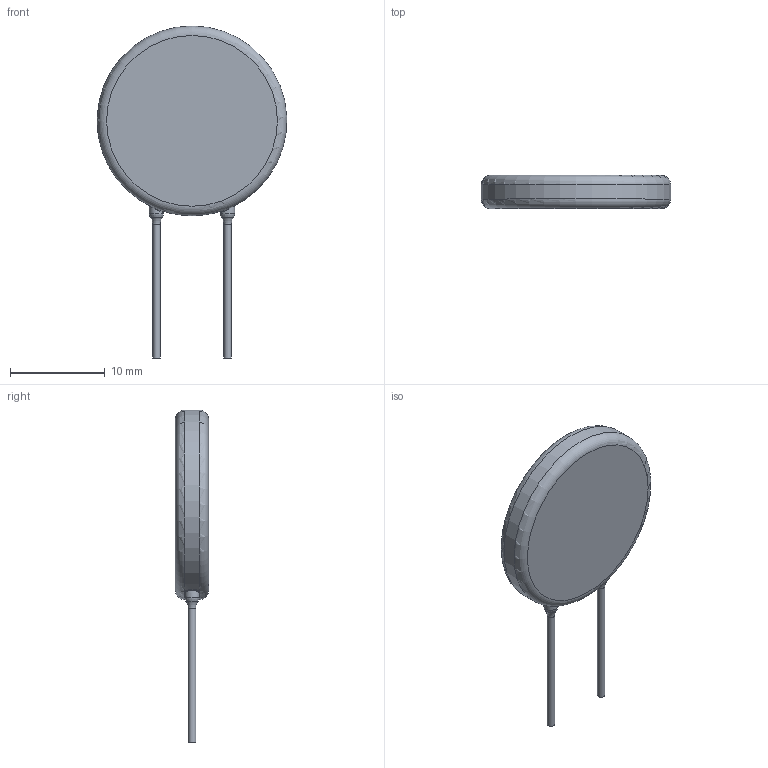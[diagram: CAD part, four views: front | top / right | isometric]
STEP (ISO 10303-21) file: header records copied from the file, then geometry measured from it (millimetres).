
FILE_DESCRIPTION(/* description */ (''),/* implementation_level */ '2;1');
FILE_NAME(/* name */ 'MOV_20D241K.step',/* time_stamp */ '2023-07-31T18:50:31+02:00',/* author */ (''),/* organization */ (''),/* preprocessor_version */ 'ST-DEVELOPER v20',/* originating_system */ 'Autodesk Translation Framework v12.9.0.99',/* authorisation */ '');
FILE_SCHEMA (('AUTOMOTIVE_DESIGN { 1 0 10303 214 3 1 1 }'));
Length unit declared in the file: millimetre
Products named in the file (1): (Unsaved)
Bounding box: 19.98 x 3.5 x 35 mm (x, y, z)
Volume: 1091.5 mm3; surface area: 874.4 mm2
Topology: 1 solids, 1 shells, 24 faces, 56 edges, 34 vertices
Faces by surface type: bspline 10, cylinder 6, torus 4, plane 4
Full cylindrical faces by diameter (mm): 0.8 x2, 1.5 x2
Entity records: 1148 total; most frequent: CARTESIAN_POINT 566, ORIENTED_EDGE 112, DIRECTION 102, EDGE_CURVE 56, AXIS2_PLACEMENT_3D 49, CIRCLE 34, VERTEX_POINT 34, STYLED_ITEM 25
